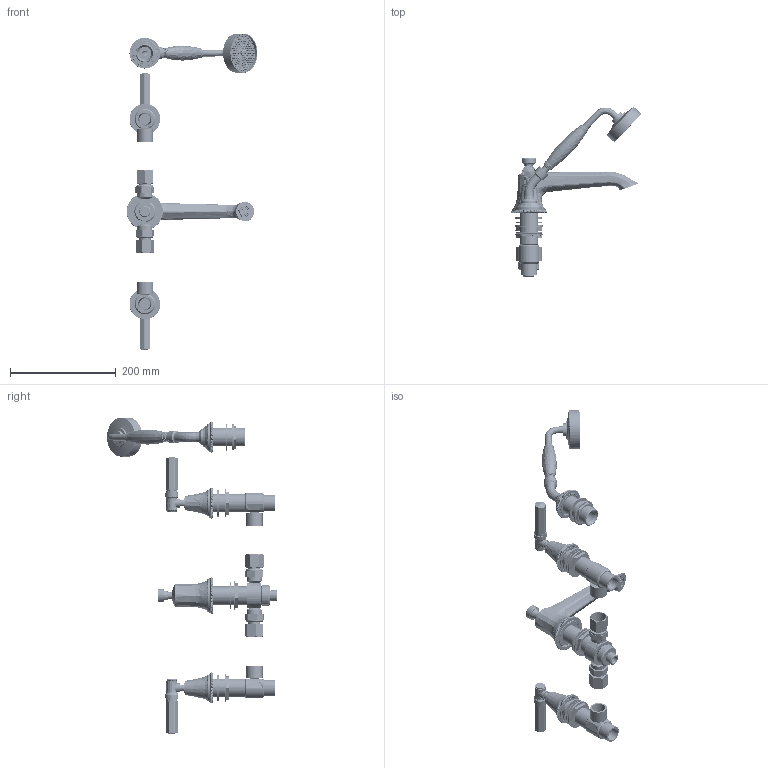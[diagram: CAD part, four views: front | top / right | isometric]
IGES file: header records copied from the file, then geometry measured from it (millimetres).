
Global section: file name: V6KA48L; native system: Autodesk Inventor 2018; preprocessor: unknown; author: mblakey; date: 20171023.121527; units: millimetre
Bounding box: 247.46 x 321.71 x 600 mm (x, y, z)
Volume: 908958.2 mm3; surface area: 447440.2 mm2
Topology: 93 solids, 99 shells, 6628 faces, 16402 edges, 10474 vertices
Faces by surface type: bspline 6628
